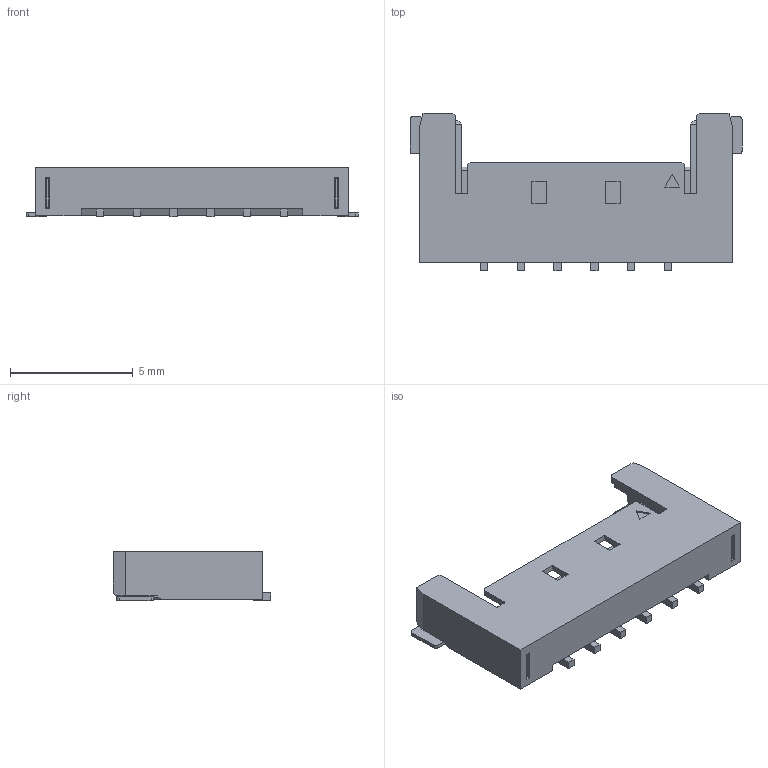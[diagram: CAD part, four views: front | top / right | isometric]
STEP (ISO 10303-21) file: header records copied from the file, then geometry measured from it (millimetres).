
FILE_DESCRIPTION((''),'2;1');
FILE_NAME('5040500691','2018-06-13T',('akumar19'),(''),'PRO/ENGINEER BY PARAMETRIC TECHNOLOGY CORPORATION, 2012310','PRO/ENGINEER BY PARAMETRIC TECHNOLOGY CORPORATION, 2012310','');
FILE_SCHEMA(('CONFIG_CONTROL_DESIGN'));
Length unit declared in the file: millimetre
Products named in the file (1): 5040500691
Bounding box: 13.55 x 6.44 x 2 mm (x, y, z)
Volume: 69.8 mm3; surface area: 344.9 mm2
Topology: 1 solids, 1 shells, 326 faces, 947 edges, 620 vertices
Faces by surface type: plane 256, cylinder 58, sphere 12
Entity records: 10586 total; most frequent: CARTESIAN_POINT 1862, ORIENTED_EDGE 1830, DIRECTION 1717, EDGE_CURVE 915, VECTOR 831, LINE 831, VERTEX_POINT 588, AXIS2_PLACEMENT_3D 443
